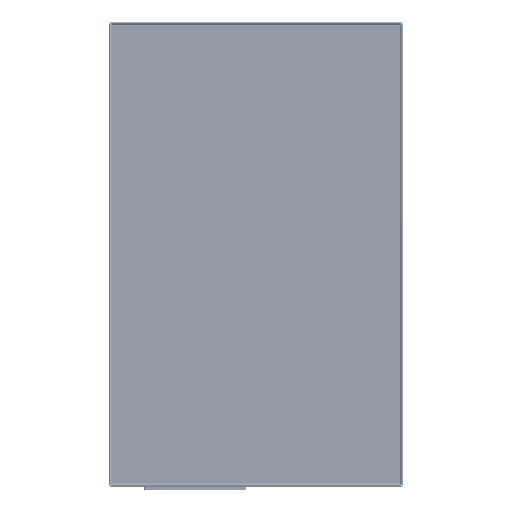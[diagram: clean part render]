
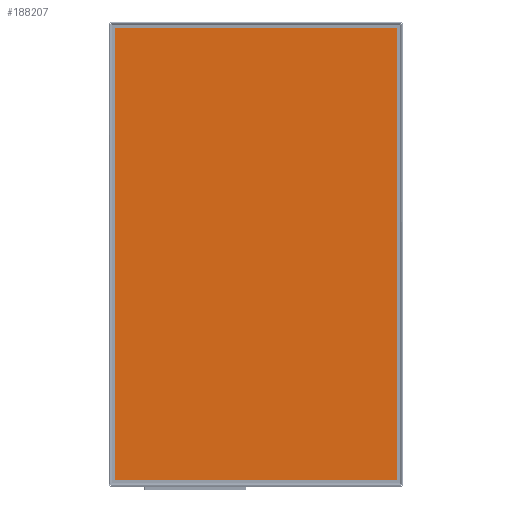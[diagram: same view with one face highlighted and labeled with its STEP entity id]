
A CAD part, top view. The second image highlights one B-rep face of the part: STEP entity #188207.
In plain terms, the highlighted planar face has unit normal (0, 0, 1).
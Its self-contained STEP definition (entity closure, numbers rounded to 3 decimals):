
#6380=PLANE('',#197916);
#14612=FACE_OUTER_BOUND('',#24035,.T.);
#24035=EDGE_LOOP('',(#125288,#125289,#125290,#125291));
#36483=LINE('',#272789,#52694);
#36484=LINE('',#272791,#52695);
#36485=LINE('',#272793,#52696);
#36486=LINE('',#272794,#52697);
#52694=VECTOR('',#217602,10.);
#52695=VECTOR('',#217603,10.);
#52696=VECTOR('',#217604,10.);
#52697=VECTOR('',#217605,10.);
#78059=VERTEX_POINT('',#272787);
#78060=VERTEX_POINT('',#272788);
#78061=VERTEX_POINT('',#272790);
#78062=VERTEX_POINT('',#272792);
#96702=EDGE_CURVE('',#78059,#78060,#36483,.T.);
#96703=EDGE_CURVE('',#78061,#78059,#36484,.T.);
#96704=EDGE_CURVE('',#78062,#78061,#36485,.T.);
#96705=EDGE_CURVE('',#78060,#78062,#36486,.T.);
#125288=ORIENTED_EDGE('',*,*,#96702,.F.);
#125289=ORIENTED_EDGE('',*,*,#96703,.F.);
#125290=ORIENTED_EDGE('',*,*,#96704,.F.);
#125291=ORIENTED_EDGE('',*,*,#96705,.F.);
#188207=ADVANCED_FACE('',(#14612),#6380,.T.);
#197916=AXIS2_PLACEMENT_3D('',#272786,#217600,#217601);
#217600=DIRECTION('center_axis',(0.,0.,
1.));
#217601=DIRECTION('ref_axis',(-1.,0.,0.));
#217602=DIRECTION('',(0.,-1.,0.));
#217603=DIRECTION('',(1.,0.,0.));
#217604=DIRECTION('',(0.,1.,0.));
#217605=DIRECTION('',(-1.,0.,0.));
#272786=CARTESIAN_POINT('Origin',(0.,0.,
-1.9));
#272787=CARTESIAN_POINT('',(165.,265.,-1.9));
#272788=CARTESIAN_POINT('',(165.,-265.,-1.9));
#272789=CARTESIAN_POINT('',(165.,-265.,-1.9));
#272790=CARTESIAN_POINT('',(-165.,265.,-1.9));
#272791=CARTESIAN_POINT('',(165.,265.,-1.9));
#272792=CARTESIAN_POINT('',(-165.,-265.,-1.9));
#272793=CARTESIAN_POINT('',(-165.,265.,-1.9));
#272794=CARTESIAN_POINT('',(-165.,-265.,-1.9));
